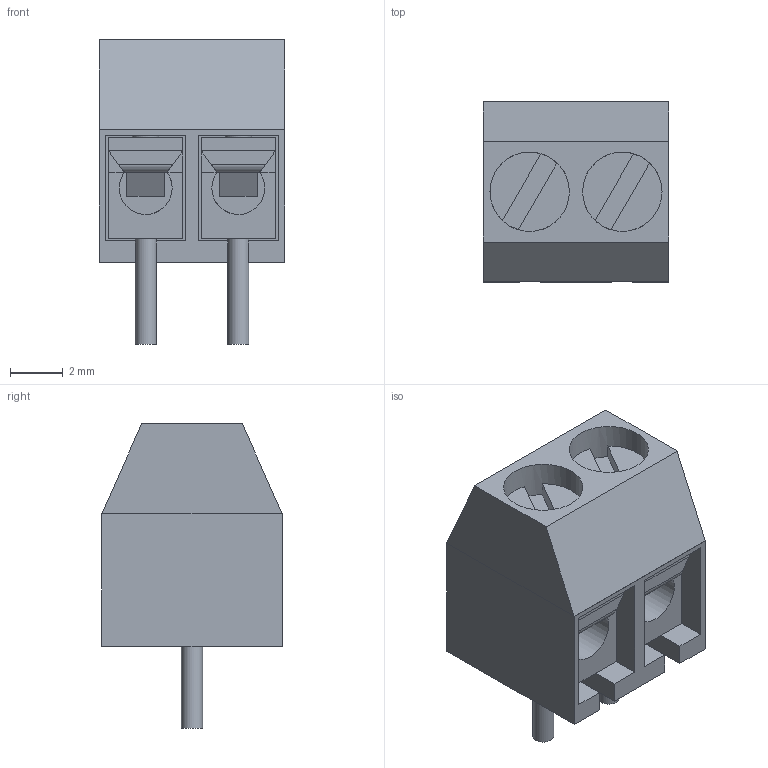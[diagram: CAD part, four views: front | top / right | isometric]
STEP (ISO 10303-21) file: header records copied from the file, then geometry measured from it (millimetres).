
FILE_DESCRIPTION(('FreeCAD Model'),'2;1');
FILE_NAME('Open CASCADE Shape Model','2022-02-22T09:43:41',('Author'),( ''),'Open CASCADE STEP processor 7.5','FreeCAD','Unknown');
FILE_SCHEMA(('AUTOMOTIVE_DESIGN { 1 0 10303 214 1 1 1 1 }'));
Length unit declared in the file: millimetre
Products named in the file (1): DG350-3.5-2P
Bounding box: 7 x 6.8 x 11.5 mm (x, y, z)
Volume: 260 mm3; surface area: 821.8 mm2
Topology: 1 solids, 1 shells, 106 faces, 262 edges, 162 vertices
Faces by surface type: plane 92, cylinder 14
Full cylindrical faces by diameter (mm): 0.8 x2, 1 x2, 1.5 x2, 2 x2, 3 x4
Entity records: 7587 total; most frequent: CARTESIAN_POINT 1685, DIRECTION 1026, LINE 652, VECTOR 652, ORIENTED_EDGE 524, PCURVE 524, DEFINITIONAL_REPRESENTATION 524, EDGE_CURVE 262
